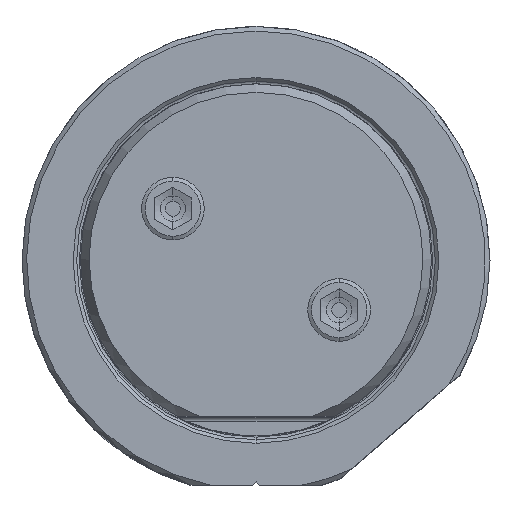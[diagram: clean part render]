
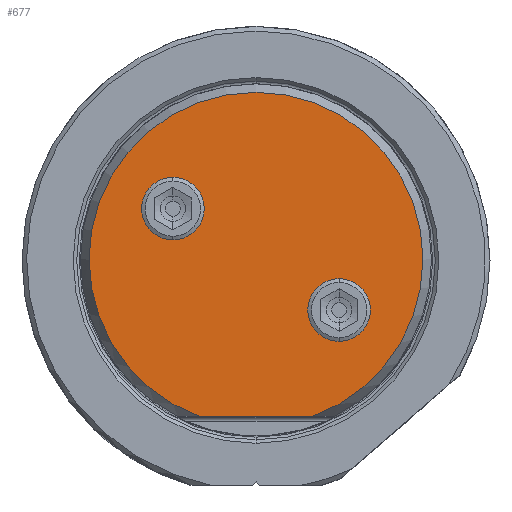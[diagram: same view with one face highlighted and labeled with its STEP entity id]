
A CAD part, top view. The second image highlights one B-rep face of the part: STEP entity #677.
In plain terms, the highlighted planar face has unit normal (0, 0, 1).
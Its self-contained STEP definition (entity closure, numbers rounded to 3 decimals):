
#214=PLANE('',#6200);
#677=ADVANCED_FACE('',(#1014,#1015,#1016),#214,.T.);
#1014=FACE_BOUND('',#1151,.T.);
#1015=FACE_BOUND('',#1152,.T.);
#1016=FACE_BOUND('',#1153,.T.);
#1151=EDGE_LOOP('',(#3110,#3111,#3112));
#1152=EDGE_LOOP('',(#3113,#3114));
#1153=EDGE_LOOP('',(#3115,#3116));
#1470=CIRCLE('',#6191,3.4);
#1472=CIRCLE('',#6194,3.4);
#1473=CIRCLE('',#6196,18.122);
#1474=CIRCLE('',#6197,18.122);
#1475=CIRCLE('',#6198,3.4);
#1476=CIRCLE('',#6199,3.4);
#1864=LINE('',#13521,#2185);
#2185=VECTOR('',#7286,1.);
#3110=ORIENTED_EDGE('',*,*,#5142,.T.);
#3111=ORIENTED_EDGE('',*,*,#5143,.T.);
#3112=ORIENTED_EDGE('',*,*,#5144,.T.);
#3113=ORIENTED_EDGE('',*,*,#5138,.T.);
#3114=ORIENTED_EDGE('',*,*,#5141,.T.);
#3115=ORIENTED_EDGE('',*,*,#5145,.T.);
#3116=ORIENTED_EDGE('',*,*,#5146,.T.);
#4439=VERTEX_POINT('',#13510);
#4440=VERTEX_POINT('',#13512);
#4441=VERTEX_POINT('',#13519);
#4442=VERTEX_POINT('',#13520);
#4443=VERTEX_POINT('',#13522);
#4444=VERTEX_POINT('',#13525);
#4445=VERTEX_POINT('',#13526);
#5138=EDGE_CURVE('',#4440,#4439,#1470,.T.);
#5141=EDGE_CURVE('',#4439,#4440,#1472,.T.);
#5142=EDGE_CURVE('',#4441,#4442,#1473,.T.);
#5143=EDGE_CURVE('',#4442,#4443,#1864,.T.);
#5144=EDGE_CURVE('',#4443,#4441,#1474,.T.);
#5145=EDGE_CURVE('',#4444,#4445,#1475,.T.);
#5146=EDGE_CURVE('',#4445,#4444,#1476,.T.);
#6191=AXIS2_PLACEMENT_3D('',#13511,#7273,#7274);
#6194=AXIS2_PLACEMENT_3D('',#13516,#7280,#7281);
#6196=AXIS2_PLACEMENT_3D('',#13518,#7284,#7285);
#6197=AXIS2_PLACEMENT_3D('',#13523,#7287,#7288);
#6198=AXIS2_PLACEMENT_3D('',#13524,#7289,#7290);
#6199=AXIS2_PLACEMENT_3D('',#13527,#7291,#7292);
#6200=AXIS2_PLACEMENT_3D('',#13528,#7293,#7294);
#7273=DIRECTION('',(0.,0.,-1.));
#7274=DIRECTION('',(1.,0.,0.));
#7280=DIRECTION('',(0.,0.,-1.));
#7281=DIRECTION('',(-1.,0.,0.));
#7284=DIRECTION('',(0.,0.,1.));
#7285=DIRECTION('',(0.,1.,0.));
#7286=DIRECTION('',(1.,0.,0.));
#7287=DIRECTION('',(0.,0.,1.));
#7288=DIRECTION('',(0.339,-0.941,0.));
#7289=DIRECTION('',(0.,0.,-1.));
#7290=DIRECTION('',(1.,0.,0.));
#7291=DIRECTION('',(0.,0.,-1.));
#7292=DIRECTION('',(-1.,0.,0.));
#7293=DIRECTION('',(0.,0.,1.));
#7294=DIRECTION('',(1.,0.,0.));
#13510=CARTESIAN_POINT('',(5.62,-5.505,69.85));
#13511=CARTESIAN_POINT('',(9.02,-5.505,69.85));
#13512=CARTESIAN_POINT('',(12.42,-5.505,69.85));
#13516=CARTESIAN_POINT('',(9.02,-5.505,69.85));
#13518=CARTESIAN_POINT('',(0.,0.,69.85));
#13519=CARTESIAN_POINT('',(0.,18.122,69.85));
#13520=CARTESIAN_POINT('',(-6.141,-17.05,69.85));
#13521=CARTESIAN_POINT('',(-6.141,-17.05,69.85));
#13522=CARTESIAN_POINT('',(6.141,-17.05,69.85));
#13523=CARTESIAN_POINT('',(0.,0.,69.85));
#13524=CARTESIAN_POINT('',(-9.02,5.505,69.85));
#13525=CARTESIAN_POINT('',(-5.62,5.505,69.85));
#13526=CARTESIAN_POINT('',(-12.42,5.505,69.85));
#13527=CARTESIAN_POINT('',(-9.02,5.505,69.85));
#13528=CARTESIAN_POINT('',(0.,0.536,69.85));
